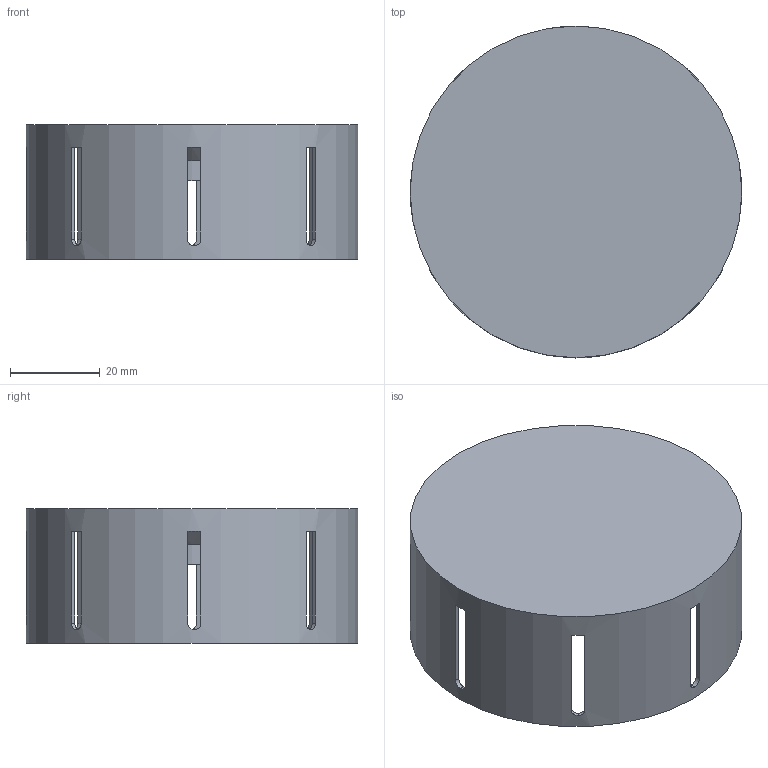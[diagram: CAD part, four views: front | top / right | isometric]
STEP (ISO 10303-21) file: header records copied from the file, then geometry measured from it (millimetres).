
FILE_DESCRIPTION(('HOOPS Exchange Step'),'2;1');
FILE_NAME('temp_export','2023-08-31T13:56:54-04:00',('mobile'),('Shapr3D Limited'),'HOOPS Exchange 2023.2','Shapr3D','Authorized');
FILE_SCHEMA( ('AUTOMOTIVE_DESIGN { 1 0 10303 214 1 1 1 1 }') );
Length unit declared in the file: millimetre
Products named in the file (1): Knob
Bounding box: 74 x 74 x 30 mm (x, y, z)
Volume: 19316.6 mm3; surface area: 21926.1 mm2
Topology: 1 solids, 1 shells, 51 faces, 150 edges, 102 vertices
Faces by surface type: plane 30, cylinder 20, cone 1
Full cylindrical faces by diameter (mm): 21 x1, 72 x1, 74 x1
Entity records: 2408 total; most frequent: CARTESIAN_POINT 1018, ORIENTED_EDGE 300, DIRECTION 254, EDGE_CURVE 150, VERTEX_POINT 102, AXIS2_PLACEMENT_3D 86, VECTOR 82, LINE 82
